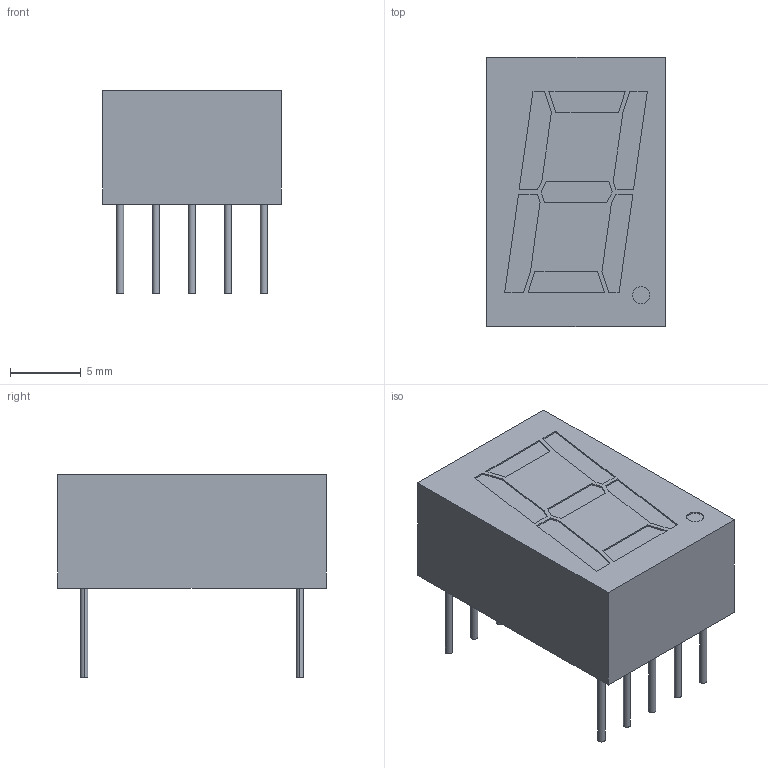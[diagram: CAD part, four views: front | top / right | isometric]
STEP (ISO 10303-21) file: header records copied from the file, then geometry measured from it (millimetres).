
FILE_DESCRIPTION (( 'STEP AP214' ), '1' );
FILE_NAME ('TOS-5161-7seg.STEP', '2022-03-11T22:31:58', ( '' ), ( '' ), 'SwSTEP 2.0', 'SolidWorks 2022', '' );
FILE_SCHEMA (( 'AUTOMOTIVE_DESIGN' ));
Length unit declared in the file: millimetre
Products named in the file (1): TOS-5161-7seg
Bounding box: 12.6 x 19 x 14.3 mm (x, y, z)
Volume: 1921.7 mm3; surface area: 1096.1 mm2
Topology: 1 solids, 1 shells, 84 faces, 192 edges, 128 vertices
Faces by surface type: plane 62, cylinder 22
Entity records: 2724 total; most frequent: DIRECTION 406, CARTESIAN_POINT 405, ORIENTED_EDGE 384, EDGE_CURVE 192, VECTOR 148, LINE 148, AXIS2_PLACEMENT_3D 129, VERTEX_POINT 128
